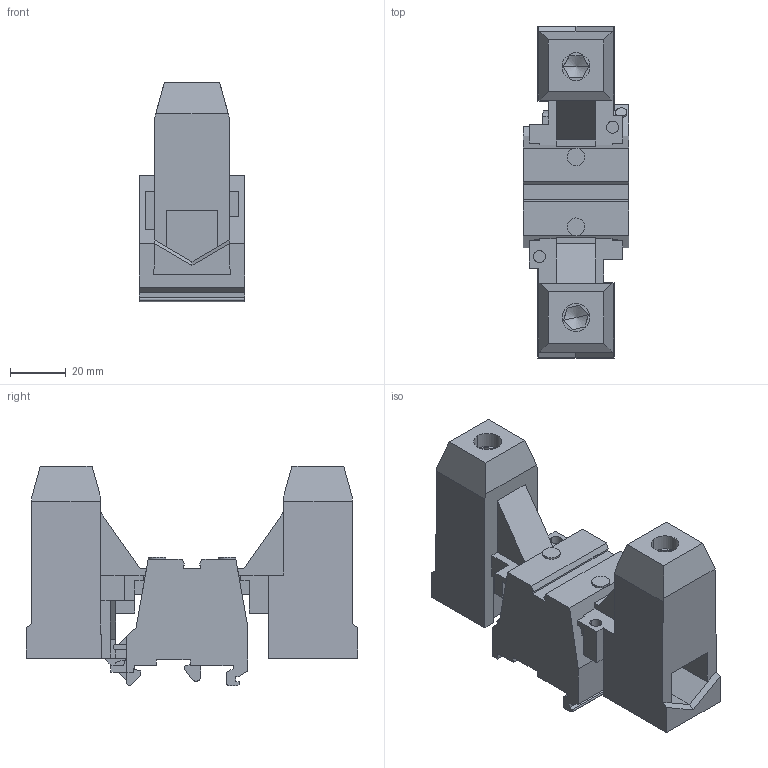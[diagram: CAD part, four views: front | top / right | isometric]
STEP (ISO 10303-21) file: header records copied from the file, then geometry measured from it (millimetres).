
FILE_DESCRIPTION(('Creo Elements/Direct Modeling STEP Export'),'2;1');
FILE_NAME('model.stp','2018-03-17T11:38:05',(''),(''),'Creo Elements/Direct Modeling STEP processor for AP214 (Solid Model)','Creo Elements/Direct Modeling 18.1I 14-Aug-2016 (C) Parametric Technology GmbH','');
FILE_SCHEMA(('AUTOMOTIVE_DESIGN { 1 0 10303 214 1 1 1 1 }'));
Length unit declared in the file: millimetre
Products named in the file (2): UHV_95_KH_KH_select
Assembly tree (1 placements, depth 2):
  UHV_95_KH_KH_select
    UHV_95_KH_KH_select
Bounding box: 37.8 x 118.71 x 78.6 mm (x, y, z)
Volume: 142178.4 mm3; surface area: 35903 mm2
Topology: 1 solids, 1 shells, 263 faces, 747 edges, 488 vertices
Faces by surface type: plane 237, cylinder 22, cone 4
Entity records: 10583 total; most frequent: CARTESIAN_POINT 2064, ORIENTED_EDGE 1486, DIRECTION 1206, EDGE_CURVE 743, VECTOR 662, LINE 662, VERTEX_POINT 488, EDGE_LOOP 275
